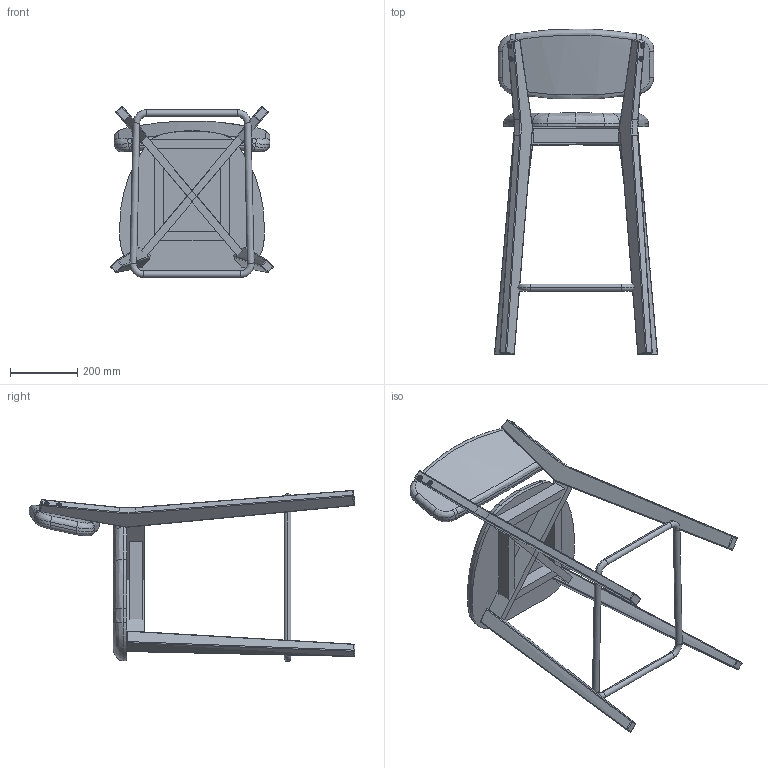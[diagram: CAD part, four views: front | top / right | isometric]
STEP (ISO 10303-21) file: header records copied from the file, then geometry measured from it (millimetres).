
FILE_DESCRIPTION (( 'STEP AP203' ), '1' );
FILE_NAME ('Chair_v.STEP', '2025-09-17T08:39:23', ( '' ), ( '' ), 'SwSTEP 2.0', 'SolidWorks 2025', '' );
FILE_SCHEMA (( 'CONFIG_CONTROL_DESIGN' ));
Length unit declared in the file: inch
Products named in the file (3): socket head cap screw_am_B18.3.1M - 6 x 1.0 x 50 Hex SHCS -- 24NHX; Chair Design_Default<As Machined>; Chair_v
Assembly tree (5 placements, depth 2):
  Chair_v
    Chair Design_Default<As Machined>
    socket head cap screw_am_B18.3.1M - 6 x 1.0 x 50 Hex SHCS -- 24NHX  x4
Bounding box: 485.45 x 969.84 x 509.83 mm (x, y, z)
Volume: 16001608.2 mm3; surface area: 1404592.1 mm2
Topology: 15 solids, 15 shells, 403 faces, 886 edges, 497 vertices
Faces by surface type: plane 117, cylinder 112, bspline 74, sphere 46, cone 32, torus 22
Entity records: 11494 total; most frequent: CARTESIAN_POINT 4689, ORIENTED_EDGE 1356, DIRECTION 1302, EDGE_CURVE 678, AXIS2_PLACEMENT_3D 532, VERTEX_POINT 386, EDGE_LOOP 338, ADVANCED_FACE 322
